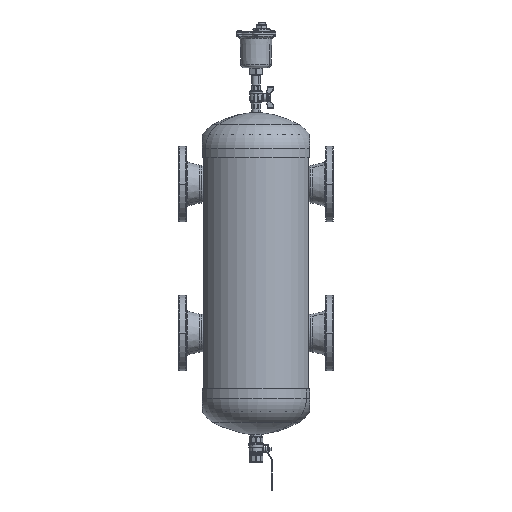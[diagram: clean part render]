
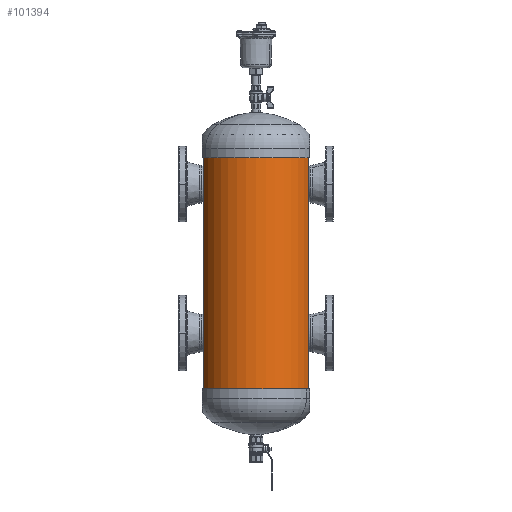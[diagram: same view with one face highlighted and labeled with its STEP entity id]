
A CAD part, front view. The second image highlights one B-rep face of the part: STEP entity #101394.
In plain terms, the highlighted cylindrical face has radius 171 mm (diameter 342 mm), a partial arc.
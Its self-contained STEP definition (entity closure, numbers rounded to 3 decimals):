
#100424=CARTESIAN_POINT('Vertex',(158.543,-64.071,330.)) ;
#100482=CARTESIAN_POINT('Line Origine',(158.543,-64.071,-45.)) ;
#100486=CARTESIAN_POINT('Vertex',(158.543,-64.071,-420.)) ;
#101341=CARTESIAN_POINT('Vertex',(-158.543,-64.071,330.)) ;
#101346=CARTESIAN_POINT('Axis2P3D Location',(0.,0.,330.)) ;
#101371=CARTESIAN_POINT('Axis2P3D Location',(0.,0.,-45.)) ;
#101376=CARTESIAN_POINT('Axis2P3D Location',(0.,0.,-420.)) ;
#101380=CARTESIAN_POINT('Vertex',(-158.543,-64.071,-420.)) ;
#101383=CARTESIAN_POINT('Line Origine',(-158.543,-64.071,-45.)) ;
#100483=DIRECTION('Vector Direction',(0.,0.,1.)) ;
#101347=DIRECTION('Axis2P3D Direction',(0.,0.,1.)) ;
#101372=DIRECTION('Axis2P3D Direction',(0.,0.,1.)) ;
#101373=DIRECTION('Axis2P3D XDirection',(-1.,0.,0.)) ;
#101377=DIRECTION('Axis2P3D Direction',(0.,0.,1.)) ;
#101384=DIRECTION('Vector Direction',(0.,0.,1.)) ;
#101348=AXIS2_PLACEMENT_3D('Circle Axis2P3D',#101346,#101347,$) ;
#101374=AXIS2_PLACEMENT_3D('Cylinder Axis2P3D',#101371,#101372,#101373) ;
#101378=AXIS2_PLACEMENT_3D('Circle Axis2P3D',#101376,#101377,$) ;
#101389=ORIENTED_EDGE('',*,*,#101382,.T.) ;
#101390=ORIENTED_EDGE('',*,*,#100488,.T.) ;
#101391=ORIENTED_EDGE('',*,*,#101350,.F.) ;
#101392=ORIENTED_EDGE('',*,*,#101387,.F.) ;
#100484=VECTOR('Line Direction',#100483,1.) ;
#101385=VECTOR('Line Direction',#101384,1.) ;
#101394=ADVANCED_FACE('PartBody',(#101393),#101375,.T.) ;
#101349=CIRCLE('generated circle',#101348,171.) ;
#101379=CIRCLE('generated circle',#101378,171.) ;
#101375=CYLINDRICAL_SURFACE('generated cylinder',#101374,171.) ;
#100488=EDGE_CURVE('',#100487,#100425,#100485,.T.) ;
#101350=EDGE_CURVE('',#101342,#100425,#101349,.T.) ;
#101382=EDGE_CURVE('',#101381,#100487,#101379,.T.) ;
#101387=EDGE_CURVE('',#101381,#101342,#101386,.T.) ;
#101388=EDGE_LOOP('',(#101389,#101390,#101391,#101392)) ;
#101393=FACE_OUTER_BOUND('',#101388,.T.) ;
#100485=LINE('Line',#100482,#100484) ;
#101386=LINE('Line',#101383,#101385) ;
#100425=VERTEX_POINT('',#100424) ;
#100487=VERTEX_POINT('',#100486) ;
#101342=VERTEX_POINT('',#101341) ;
#101381=VERTEX_POINT('',#101380) ;
